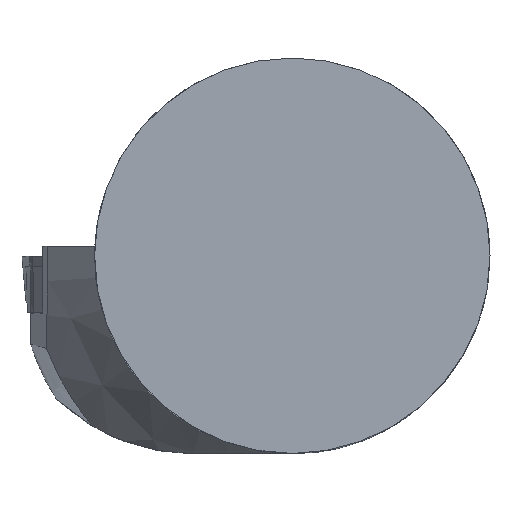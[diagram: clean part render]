
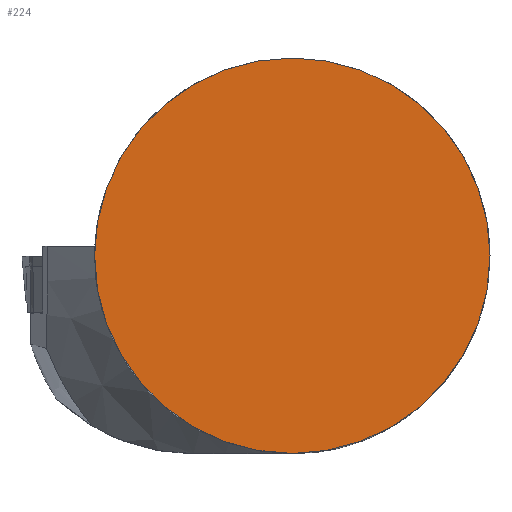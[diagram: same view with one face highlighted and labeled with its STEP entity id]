
A CAD part, top view. The second image highlights one B-rep face of the part: STEP entity #224.
In plain terms, the highlighted planar face has unit normal (0, 0, 1).
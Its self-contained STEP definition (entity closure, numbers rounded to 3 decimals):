
#130=PLANE('',#1255);
#170=FACE_OUTER_BOUND('',#327,.T.);
#224=ADVANCED_FACE('',(#170),#130,.T.);
#327=EDGE_LOOP('',(#745));
#380=CIRCLE('',#1197,16.);
#745=ORIENTED_EDGE('',*,*,#981,.F.);
#882=VERTEX_POINT('',#1693);
#981=EDGE_CURVE('',#882,#882,#380,.T.);
#1197=AXIS2_PLACEMENT_3D('',#1692,#1332,#1333);
#1255=AXIS2_PLACEMENT_3D('',#1877,#1487,#1488);
#1332=DIRECTION('',(0.,0.,-1.));
#1333=DIRECTION('',(1.,0.,0.));
#1487=DIRECTION('',(0.,0.,1.));
#1488=DIRECTION('',(1.,0.,0.));
#1692=CARTESIAN_POINT('',(0.,0.,0.));
#1693=CARTESIAN_POINT('',(16.,0.,0.));
#1877=CARTESIAN_POINT('',(0.,0.,0.));
